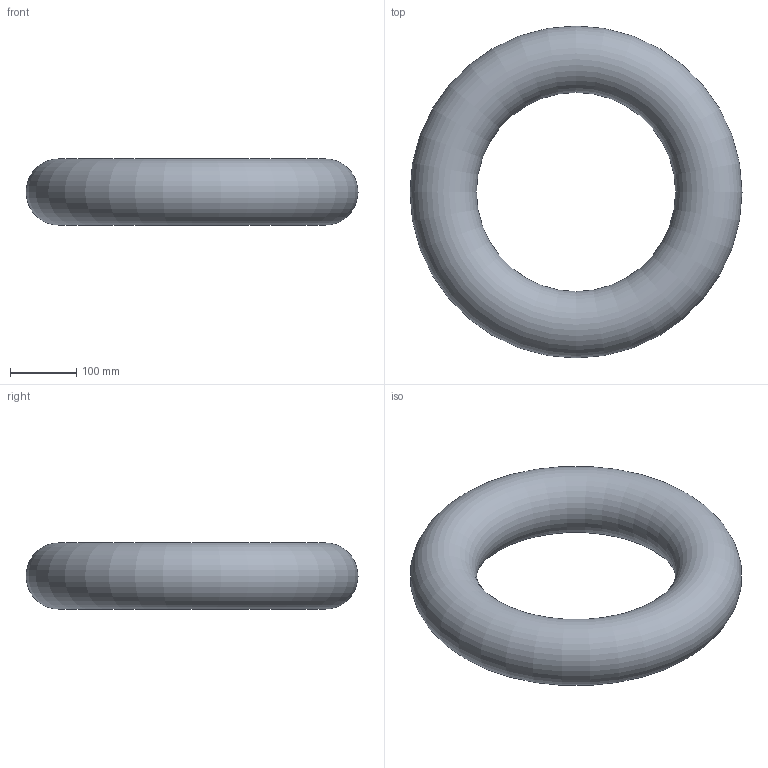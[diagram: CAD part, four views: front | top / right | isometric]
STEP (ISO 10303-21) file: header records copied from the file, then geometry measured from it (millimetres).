
FILE_DESCRIPTION(('Open CASCADE Model'),'2;1');
FILE_NAME('Open CASCADE Shape Model','2023-02-22T12:42:47',('Author'),( 'Open CASCADE'),'Open CASCADE STEP processor 7.7','Open CASCADE 7.7' ,'Unknown');
FILE_SCHEMA(('AUTOMOTIVE_DESIGN { 1 0 10303 214 1 1 1 1 }'));
Length unit declared in the file: millimetre
Products named in the file (1): Open CASCADE STEP translator 7.7 1
Bounding box: 500 x 500 x 100 mm (x, y, z)
Volume: 9869604.4 mm3; surface area: 394784.2 mm2
Topology: 1 solids, 1 shells, 1 faces, 2 edges, 1 vertices
Faces by surface type: torus 1
Entity records: 100 total; most frequent: DIRECTION 12, CARTESIAN_POINT 9, AXIS2_PLACEMENT_3D 4, ORIENTED_EDGE 4, PCURVE 4, DEFINITIONAL_REPRESENTATION 4, LINE 4, VECTOR 4
